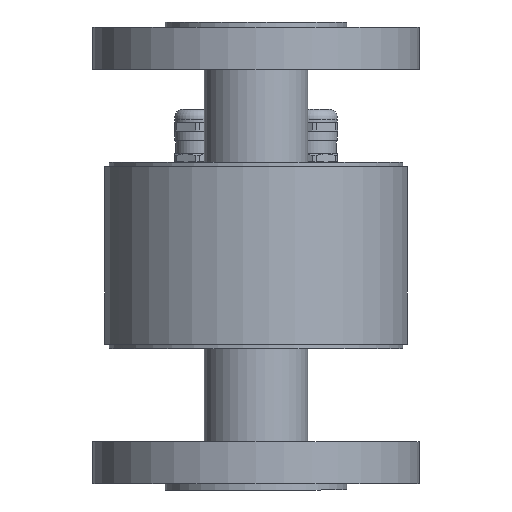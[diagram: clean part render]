
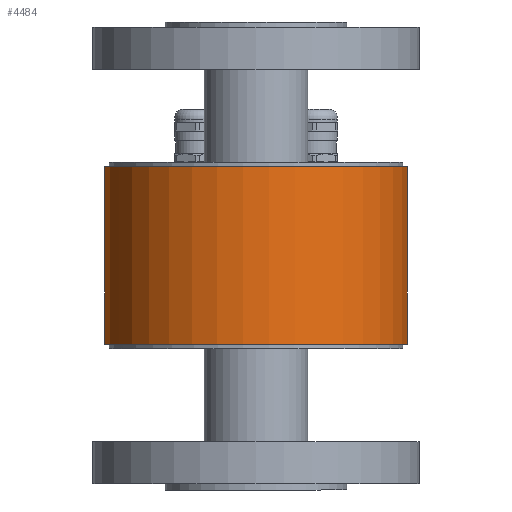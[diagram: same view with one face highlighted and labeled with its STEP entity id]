
A CAD part, front view. The second image highlights one B-rep face of the part: STEP entity #4484.
In plain terms, the highlighted cylindrical face has radius 65 mm (diameter 130 mm), a partial arc.
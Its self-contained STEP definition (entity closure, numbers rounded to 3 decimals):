
#441=FACE_OUTER_BOUND('',#751,.T.);
#751=EDGE_LOOP('',(#3022,#3023,#3024,#3025));
#1060=LINE('',#7639,#1290);
#1061=LINE('',#7642,#1291);
#1290=VECTOR('',#5547,10.);
#1291=VECTOR('',#5550,10.);
#1527=CIRCLE('',#4831,65.);
#1530=CIRCLE('',#4836,65.);
#1826=VERTEX_POINT('',#7630);
#1827=VERTEX_POINT('',#7631);
#1828=VERTEX_POINT('',#7638);
#1829=VERTEX_POINT('',#7640);
#2271=EDGE_CURVE('',#1827,#1826,#1527,.T.);
#2274=EDGE_CURVE('',#1828,#1827,#1060,.T.);
#2275=EDGE_CURVE('',#1829,#1828,#1530,.T.);
#2276=EDGE_CURVE('',#1826,#1829,#1061,.T.);
#3022=ORIENTED_EDGE('',*,*,#2274,.F.);
#3023=ORIENTED_EDGE('',*,*,#2275,.F.);
#3024=ORIENTED_EDGE('',*,*,#2276,.F.);
#3025=ORIENTED_EDGE('',*,*,#2271,.F.);
#4074=CYLINDRICAL_SURFACE('',#4835,65.);
#4484=ADVANCED_FACE('',(#441),#4074,.T.);
#4831=AXIS2_PLACEMENT_3D('',#7633,#5537,#5538);
#4835=AXIS2_PLACEMENT_3D('',#7637,#5545,#5546);
#4836=AXIS2_PLACEMENT_3D('',#7641,#5548,#5549);
#5537=DIRECTION('center_axis',(0.,0.,-1.));
#5538=DIRECTION('ref_axis',(-0.579,0.815,0.));
#5545=DIRECTION('center_axis',(0.,0.,1.));
#5546=DIRECTION('ref_axis',(0.,-1.,0.));
#5547=DIRECTION('',(0.,0.,-1.));
#5548=DIRECTION('center_axis',(0.,0.,1.));
#5549=DIRECTION('ref_axis',(-0.579,0.815,0.));
#5550=DIRECTION('',(0.,0.,1.));
#7630=CARTESIAN_POINT('',(-55.593,56.971,-38.));
#7631=CARTESIAN_POINT('',(19.667,56.971,-38.));
#7633=CARTESIAN_POINT('Origin',(-17.963,3.971,-38.));
#7637=CARTESIAN_POINT('Origin',(-17.963,3.971,0.));
#7638=CARTESIAN_POINT('',(19.667,56.971,38.));
#7639=CARTESIAN_POINT('',(19.667,56.971,0.));
#7640=CARTESIAN_POINT('',(-55.593,56.971,38.));
#7641=CARTESIAN_POINT('Origin',(-17.963,3.971,38.));
#7642=CARTESIAN_POINT('',(-55.593,56.971,0.));
